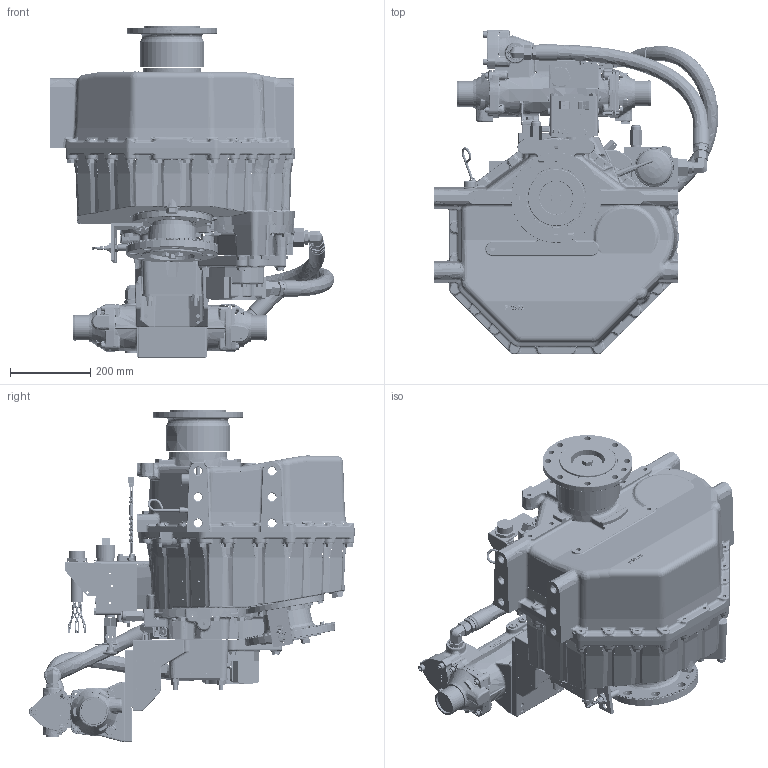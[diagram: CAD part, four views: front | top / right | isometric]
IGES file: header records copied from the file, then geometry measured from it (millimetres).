
Start section: SolidWorks IGES file using analytic representation for surfaces
Global section: file name: 1027607C.IGS; native system: SolidWorks 2010; preprocessor: SolidWorks 2010; author: DVandooren; date: 160310.113441; units: millimetre
Bounding box: 709.1 x 811.67 x 828.45 mm (x, y, z)
Surface area: 3539265.6 mm2 (no closed solid volume)
Topology: 0 solids, 0 shells, 6821 faces, 115970 edges, 115770 vertices
Faces by surface type: bspline 4137, revolution 2684
